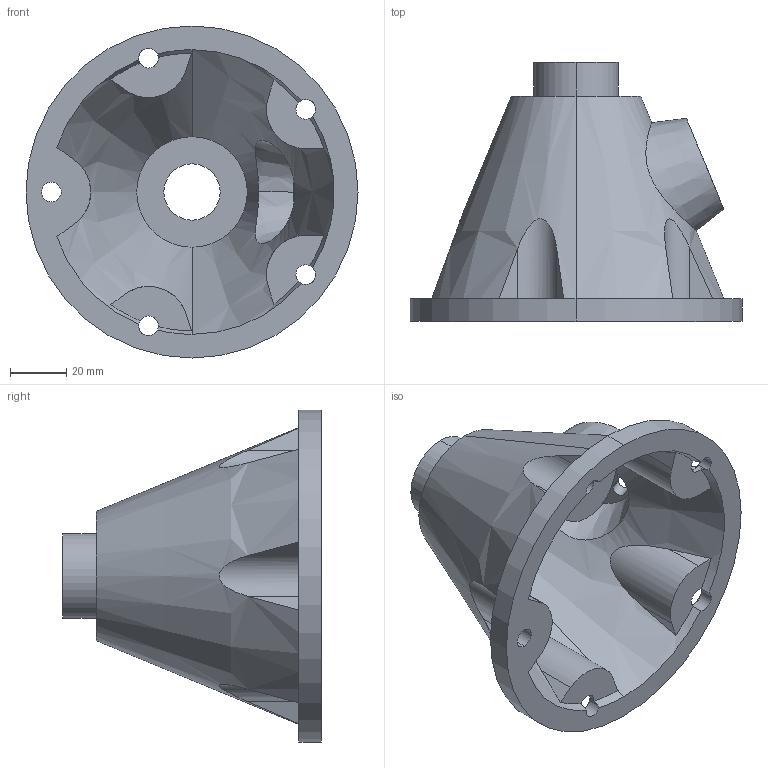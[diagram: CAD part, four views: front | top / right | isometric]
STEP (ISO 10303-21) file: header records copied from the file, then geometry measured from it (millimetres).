
FILE_DESCRIPTION (( 'STEP AP214' ), '1' );
FILE_NAME ('Part41.STEP', '2025-03-03T12:58:09', ( '' ), ( '' ), 'SwSTEP 2.0', 'SolidWorks 2024', '' );
FILE_SCHEMA (( 'AUTOMOTIVE_DESIGN' ));
Length unit declared in the file: millimetre
Products named in the file (1): Part41
Bounding box: 118 x 92 x 118 mm (x, y, z)
Volume: 131725.8 mm3; surface area: 55238.7 mm2
Topology: 1 solids, 1 shells, 98 faces, 270 edges, 180 vertices
Faces by surface type: cylinder 54, plane 36, cone 8
Entity records: 3885 total; most frequent: CARTESIAN_POINT 1293, DIRECTION 546, ORIENTED_EDGE 540, EDGE_CURVE 270, AXIS2_PLACEMENT_3D 227, VERTEX_POINT 180, CIRCLE 128, EDGE_LOOP 122
